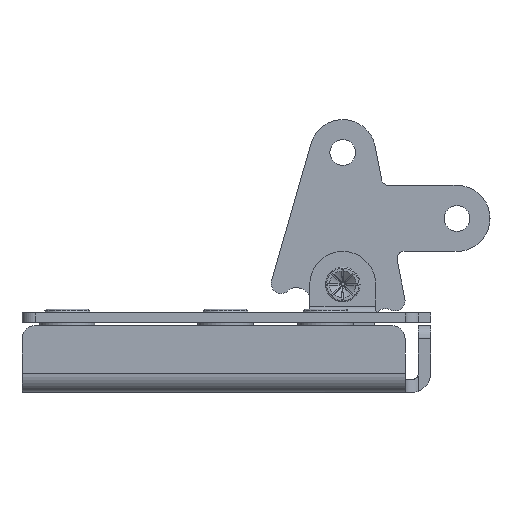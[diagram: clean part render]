
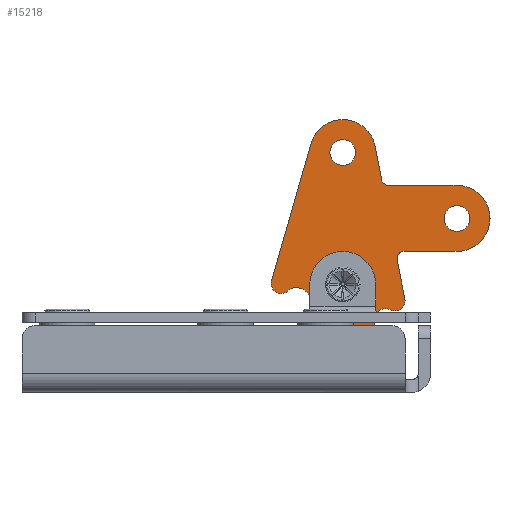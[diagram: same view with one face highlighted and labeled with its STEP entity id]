
A CAD part, front view. The second image highlights one B-rep face of the part: STEP entity #15218.
In plain terms, the highlighted face is planar.
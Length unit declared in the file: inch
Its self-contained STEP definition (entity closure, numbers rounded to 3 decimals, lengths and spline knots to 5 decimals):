
#467=FACE_BOUND('',#4926,.T.);
#468=FACE_BOUND('',#4927,.T.);
#469=FACE_BOUND('',#4928,.T.);
#810=PLANE('',#16337);
#1936=LINE('',#27723,#3151);
#1937=LINE('',#27727,#3152);
#1938=LINE('',#27731,#3153);
#1939=LINE('',#27739,#3154);
#1940=LINE('',#27743,#3155);
#1941=LINE('',#27747,#3156);
#1942=LINE('',#27751,#3157);
#1943=LINE('',#27755,#3158);
#1944=LINE('',#27761,#3159);
#1945=LINE('',#27764,#3160);
#3151=VECTOR('',#19271,0.3937);
#3152=VECTOR('',#19274,0.3937);
#3153=VECTOR('',#19277,0.3937);
#3154=VECTOR('',#19284,0.3937);
#3155=VECTOR('',#19287,0.3937);
#3156=VECTOR('',#19290,0.3937);
#3157=VECTOR('',#19293,0.3937);
#3158=VECTOR('',#19296,0.3937);
#3159=VECTOR('',#19301,0.3937);
#3160=VECTOR('',#19304,0.3937);
#4003=FACE_OUTER_BOUND('',#4925,.T.);
#4925=EDGE_LOOP('',(#13564,#13565,#13566,#13567,#13568,#13569,#13570,#13571,
#13572,#13573,#13574,#13575,#13576,#13577,#13578,#13579,#13580,#13581,#13582,
#13583,#13584,#13585,#13586));
#4926=EDGE_LOOP('',(#13587));
#4927=EDGE_LOOP('',(#13588));
#4928=EDGE_LOOP('',(#13589));
#5381=CIRCLE('',#16336,0.03125);
#5382=CIRCLE('',#16338,0.03125);
#5383=CIRCLE('',#16339,0.06625);
#5384=CIRCLE('',#16340,0.25);
#5385=CIRCLE('',#16341,0.09375);
#5386=CIRCLE('',#16342,0.09375);
#5387=CIRCLE('',#16343,0.06625);
#5388=CIRCLE('',#16344,0.3125);
#5389=CIRCLE('',#16345,0.06625);
#5390=CIRCLE('',#16346,0.3125);
#5391=CIRCLE('',#16347,0.09375);
#5392=CIRCLE('',#16348,0.125);
#5393=CIRCLE('',#16349,0.06625);
#5394=CIRCLE('',#16350,0.19625);
#5395=CIRCLE('',#16351,0.1225);
#5396=CIRCLE('',#16352,0.1225);
#7322=VERTEX_POINT('',#27716);
#7323=VERTEX_POINT('',#27718);
#7324=VERTEX_POINT('',#27722);
#7325=VERTEX_POINT('',#27724);
#7326=VERTEX_POINT('',#27726);
#7327=VERTEX_POINT('',#27728);
#7328=VERTEX_POINT('',#27730);
#7329=VERTEX_POINT('',#27732);
#7330=VERTEX_POINT('',#27734);
#7331=VERTEX_POINT('',#27736);
#7332=VERTEX_POINT('',#27738);
#7333=VERTEX_POINT('',#27740);
#7334=VERTEX_POINT('',#27742);
#7335=VERTEX_POINT('',#27744);
#7336=VERTEX_POINT('',#27746);
#7337=VERTEX_POINT('',#27748);
#7338=VERTEX_POINT('',#27750);
#7339=VERTEX_POINT('',#27752);
#7340=VERTEX_POINT('',#27754);
#7341=VERTEX_POINT('',#27756);
#7342=VERTEX_POINT('',#27758);
#7343=VERTEX_POINT('',#27760);
#7344=VERTEX_POINT('',#27762);
#7345=VERTEX_POINT('',#27765);
#7346=VERTEX_POINT('',#27767);
#7347=VERTEX_POINT('',#27769);
#9441=EDGE_CURVE('',#7322,#7323,#5381,.T.);
#9443=EDGE_CURVE('',#7324,#7322,#1936,.T.);
#9444=EDGE_CURVE('',#7325,#7324,#5382,.T.);
#9445=EDGE_CURVE('',#7326,#7325,#1937,.T.);
#9446=EDGE_CURVE('',#7327,#7326,#5383,.T.);
#9447=EDGE_CURVE('',#7328,#7327,#1938,.T.);
#9448=EDGE_CURVE('',#7329,#7328,#5384,.T.);
#9449=EDGE_CURVE('',#7330,#7329,#5385,.T.);
#9450=EDGE_CURVE('',#7331,#7330,#5386,.T.);
#9451=EDGE_CURVE('',#7332,#7331,#1939,.T.);
#9452=EDGE_CURVE('',#7333,#7332,#5387,.T.);
#9453=EDGE_CURVE('',#7334,#7333,#1940,.T.);
#9454=EDGE_CURVE('',#7335,#7334,#5388,.T.);
#9455=EDGE_CURVE('',#7336,#7335,#1941,.T.);
#9456=EDGE_CURVE('',#7337,#7336,#5389,.T.);
#9457=EDGE_CURVE('',#7338,#7337,#1942,.T.);
#9458=EDGE_CURVE('',#7339,#7338,#5390,.T.);
#9459=EDGE_CURVE('',#7340,#7339,#1943,.T.);
#9460=EDGE_CURVE('',#7341,#7340,#5391,.T.);
#9461=EDGE_CURVE('',#7342,#7341,#5392,.T.);
#9462=EDGE_CURVE('',#7343,#7342,#1944,.T.);
#9463=EDGE_CURVE('',#7344,#7343,#5393,.T.);
#9464=EDGE_CURVE('',#7323,#7344,#1945,.T.);
#9465=EDGE_CURVE('',#7345,#7345,#5394,.T.);
#9466=EDGE_CURVE('',#7346,#7346,#5395,.T.);
#9467=EDGE_CURVE('',#7347,#7347,#5396,.T.);
#13564=ORIENTED_EDGE('',*,*,#9441,.F.);
#13565=ORIENTED_EDGE('',*,*,#9443,.F.);
#13566=ORIENTED_EDGE('',*,*,#9444,.F.);
#13567=ORIENTED_EDGE('',*,*,#9445,.F.);
#13568=ORIENTED_EDGE('',*,*,#9446,.F.);
#13569=ORIENTED_EDGE('',*,*,#9447,.F.);
#13570=ORIENTED_EDGE('',*,*,#9448,.F.);
#13571=ORIENTED_EDGE('',*,*,#9449,.F.);
#13572=ORIENTED_EDGE('',*,*,#9450,.F.);
#13573=ORIENTED_EDGE('',*,*,#9451,.F.);
#13574=ORIENTED_EDGE('',*,*,#9452,.F.);
#13575=ORIENTED_EDGE('',*,*,#9453,.F.);
#13576=ORIENTED_EDGE('',*,*,#9454,.F.);
#13577=ORIENTED_EDGE('',*,*,#9455,.F.);
#13578=ORIENTED_EDGE('',*,*,#9456,.F.);
#13579=ORIENTED_EDGE('',*,*,#9457,.F.);
#13580=ORIENTED_EDGE('',*,*,#9458,.F.);
#13581=ORIENTED_EDGE('',*,*,#9459,.F.);
#13582=ORIENTED_EDGE('',*,*,#9460,.F.);
#13583=ORIENTED_EDGE('',*,*,#9461,.F.);
#13584=ORIENTED_EDGE('',*,*,#9462,.F.);
#13585=ORIENTED_EDGE('',*,*,#9463,.F.);
#13586=ORIENTED_EDGE('',*,*,#9464,.F.);
#13587=ORIENTED_EDGE('',*,*,#9465,.T.);
#13588=ORIENTED_EDGE('',*,*,#9466,.T.);
#13589=ORIENTED_EDGE('',*,*,#9467,.T.);
#15218=ADVANCED_FACE('',(#4003,#467,#468,#469),#810,.T.);
#16336=AXIS2_PLACEMENT_3D('',#27719,#19266,#19267);
#16337=AXIS2_PLACEMENT_3D('',#27721,#19269,#19270);
#16338=AXIS2_PLACEMENT_3D('',#27725,#19272,#19273);
#16339=AXIS2_PLACEMENT_3D('',#27729,#19275,#19276);
#16340=AXIS2_PLACEMENT_3D('',#27733,#19278,#19279);
#16341=AXIS2_PLACEMENT_3D('',#27735,#19280,#19281);
#16342=AXIS2_PLACEMENT_3D('',#27737,#19282,#19283);
#16343=AXIS2_PLACEMENT_3D('',#27741,#19285,#19286);
#16344=AXIS2_PLACEMENT_3D('',#27745,#19288,#19289);
#16345=AXIS2_PLACEMENT_3D('',#27749,#19291,#19292);
#16346=AXIS2_PLACEMENT_3D('',#27753,#19294,#19295);
#16347=AXIS2_PLACEMENT_3D('',#27757,#19297,#19298);
#16348=AXIS2_PLACEMENT_3D('',#27759,#19299,#19300);
#16349=AXIS2_PLACEMENT_3D('',#27763,#19302,#19303);
#16350=AXIS2_PLACEMENT_3D('',#27766,#19305,#19306);
#16351=AXIS2_PLACEMENT_3D('',#27768,#19307,#19308);
#16352=AXIS2_PLACEMENT_3D('',#27770,#19309,#19310);
#19266=DIRECTION('center_axis',(0.,0.,-1.));
#19267=DIRECTION('ref_axis',(-0.819,0.574,0.));
#19269=DIRECTION('center_axis',(0.,0.,1.));
#19270=DIRECTION('ref_axis',(1.,0.,0.));
#19271=DIRECTION('',(0.,1.,0.));
#19272=DIRECTION('center_axis',(0.,0.,-1.));
#19273=DIRECTION('ref_axis',(-0.707,-0.707,0.));
#19274=DIRECTION('',(-1.,0.,0.));
#19275=DIRECTION('center_axis',(0.,0.,1.));
#19276=DIRECTION('ref_axis',(0.707,0.707,0.));
#19277=DIRECTION('',(0.,1.,0.));
#19278=DIRECTION('center_axis',(0.,0.,-1.));
#19279=DIRECTION('ref_axis',(1.,0.,0.));
#19280=DIRECTION('center_axis',(0.,0.,1.));
#19281=DIRECTION('ref_axis',(0.877,-0.481,0.));
#19282=DIRECTION('center_axis',(0.,0.,-1.));
#19283=DIRECTION('ref_axis',(0.877,-0.481,0.));
#19284=DIRECTION('',(-0.982,-0.191,0.));
#19285=DIRECTION('center_axis',(0.,0.,1.));
#19286=DIRECTION('ref_axis',(0.636,0.772,0.));
#19287=DIRECTION('',(0.,1.,0.));
#19288=DIRECTION('center_axis',(0.,0.,-1.));
#19289=DIRECTION('ref_axis',(1.,0.,0.));
#19290=DIRECTION('',(0.,-1.,0.));
#19291=DIRECTION('center_axis',(0.,0.,1.));
#19292=DIRECTION('ref_axis',(-0.772,0.636,0.));
#19293=DIRECTION('',(-0.982,-0.191,0.));
#19294=DIRECTION('center_axis',(0.,0.,-1.));
#19295=DIRECTION('ref_axis',(-0.191,0.982,0.));
#19296=DIRECTION('',(0.961,-0.276,0.));
#19297=DIRECTION('center_axis',(0.,0.,-1.));
#19298=DIRECTION('ref_axis',(-0.276,-0.961,0.));
#19299=DIRECTION('center_axis',(0.,0.,1.));
#19300=DIRECTION('ref_axis',(0.,-1.,0.));
#19301=DIRECTION('',(1.,0.,0.));
#19302=DIRECTION('center_axis',(0.,0.,-1.));
#19303=DIRECTION('ref_axis',(-0.174,0.985,0.));
#19304=DIRECTION('',(0.94,0.342,0.));
#19305=DIRECTION('center_axis',(0.,0.,-1.));
#19306=DIRECTION('ref_axis',(-1.,0.,0.));
#19307=DIRECTION('center_axis',(0.,0.,-1.));
#19308=DIRECTION('ref_axis',(-1.,0.,0.));
#19309=DIRECTION('center_axis',(0.,0.,-1.));
#19310=DIRECTION('ref_axis',(-1.,0.,0.));
#27716=CARTESIAN_POINT('',(-0.845,0.18216,0.));
#27718=CARTESIAN_POINT('',(-0.82444,0.21152,0.));
#27719=CARTESIAN_POINT('Origin',(-0.81375,0.18216,0.));
#27721=CARTESIAN_POINT('Origin',(0.38409,-0.21508,0.));
#27722=CARTESIAN_POINT('',(-0.845,0.13425,0.));
#27723=CARTESIAN_POINT('',(-0.845,0.103,0.));
#27724=CARTESIAN_POINT('',(-0.81375,0.103,0.));
#27725=CARTESIAN_POINT('Origin',(-0.81375,0.13425,0.));
#27726=CARTESIAN_POINT('',(-0.62875,0.103,0.));
#27727=CARTESIAN_POINT('',(-0.5625,0.103,0.));
#27728=CARTESIAN_POINT('',(-0.5625,0.03675,0.));
#27729=CARTESIAN_POINT('Origin',(-0.62875,0.03675,0.));
#27730=CARTESIAN_POINT('',(-0.5625,-0.0625,0.));
#27731=CARTESIAN_POINT('',(-0.5625,-0.0625,0.));
#27732=CARTESIAN_POINT('',(-0.31989,-0.31239,0.));
#27733=CARTESIAN_POINT('Origin',(-0.3125,-0.0625,0.));
#27734=CARTESIAN_POINT('',(-0.24045,-0.45117,0.));
#27735=CARTESIAN_POINT('Origin',(-0.32266,-0.4061,
0.));
#27736=CARTESIAN_POINT('',(-0.14038,-0.58828,0.));
#27737=CARTESIAN_POINT('Origin',(-0.15825,-0.49625,0.));
#27738=CARTESIAN_POINT('',(0.23362,-0.51567,0.));
#27739=CARTESIAN_POINT('',(0.3125,-0.50035,0.));
#27740=CARTESIAN_POINT('',(0.3125,-0.5807,0.));
#27741=CARTESIAN_POINT('Origin',(0.24625,-0.5807,0.));
#27742=CARTESIAN_POINT('',(0.3125,-1.083,0.));
#27743=CARTESIAN_POINT('',(0.3125,-1.083,0.));
#27744=CARTESIAN_POINT('',(0.9375,-1.083,0.));
#27745=CARTESIAN_POINT('Origin',(0.625,-1.083,0.));
#27746=CARTESIAN_POINT('',(0.9375,-0.43363,0.));
#27747=CARTESIAN_POINT('',(0.9375,-0.37901,0.));
#27748=CARTESIAN_POINT('',(0.99112,-0.3686,0.));
#27749=CARTESIAN_POINT('Origin',(1.00375,-0.43363,0.));
#27750=CARTESIAN_POINT('',(1.30956,-0.30677,0.));
#27751=CARTESIAN_POINT('',(1.30956,-0.30677,0.));
#27752=CARTESIAN_POINT('',(1.33618,0.30038,0.));
#27753=CARTESIAN_POINT('Origin',(1.25,0.,0.));
#27754=CARTESIAN_POINT('',(0.0326,0.67436,0.));
#27755=CARTESIAN_POINT('',(0.0326,0.67436,0.));
#27756=CARTESIAN_POINT('',(-0.06277,0.52136,0.));
#27757=CARTESIAN_POINT('Origin',(0.00675,0.58425,0.));
#27758=CARTESIAN_POINT('',(-0.15547,0.3125,0.));
#27759=CARTESIAN_POINT('Origin',(-0.15547,0.4375,0.));
#27760=CARTESIAN_POINT('',(-0.53532,0.3125,0.));
#27761=CARTESIAN_POINT('',(-0.547,0.3125,0.));
#27762=CARTESIAN_POINT('',(-0.55798,0.3085,0.));
#27763=CARTESIAN_POINT('Origin',(-0.53532,0.24625,0.));
#27764=CARTESIAN_POINT('',(-0.845,0.20404,0.));
#27765=CARTESIAN_POINT('',(0.19625,0.,0.));
#27766=CARTESIAN_POINT('Origin',(0.,0.,0.));
#27767=CARTESIAN_POINT('',(1.3725,0.,0.));
#27768=CARTESIAN_POINT('Origin',(1.25,0.,0.));
#27769=CARTESIAN_POINT('',(0.7475,-1.083,0.));
#27770=CARTESIAN_POINT('Origin',(0.625,-1.083,0.));
